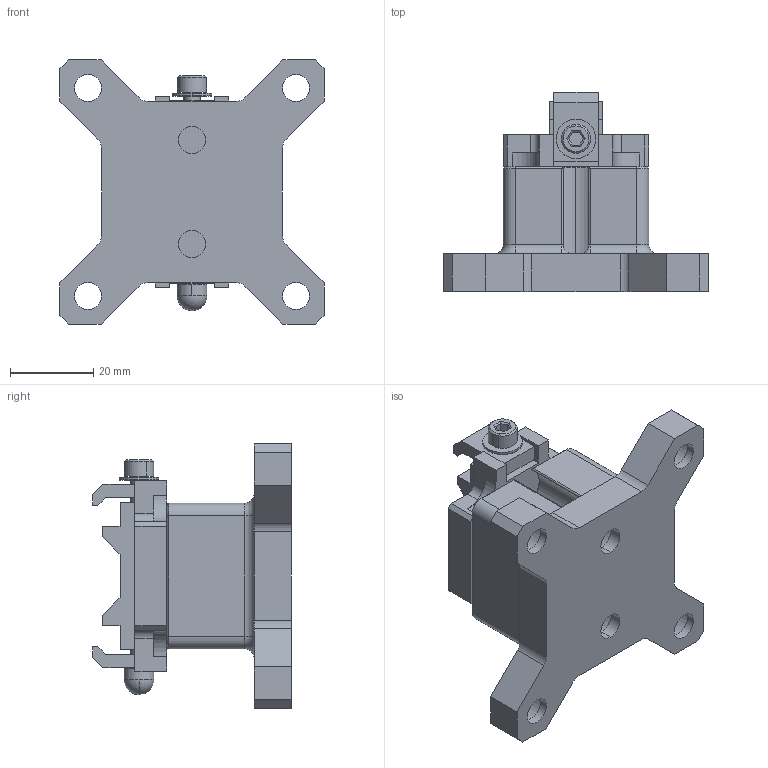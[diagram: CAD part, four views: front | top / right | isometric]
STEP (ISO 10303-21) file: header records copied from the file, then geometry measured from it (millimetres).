
FILE_DESCRIPTION((''),'2;1');
FILE_NAME('30MM0001_ASM','2023-03-18T15:53:52',('R&D'),(''),'CREO PARAMETRIC BY PTC INC, 2022162','CREO PARAMETRIC BY PTC INC, 2022162','');
FILE_SCHEMA(('CONFIG_CONTROL_DESIGN'));
Products named in the file (9): CFP-CSK; CSK-A30_A1; CSK-A30_A2; CSK-A30_A3; M4X50_HM; SPACER_5X9_5X0_7; M4_CAP; CSK-A30_ASM; 30MM0001_ASM
Assembly tree (8 placements, depth 3):
  30MM0001_ASM
    CFP-CSK
    CSK-A30_ASM
      CSK-A30_A1
      CSK-A30_A2
      CSK-A30_A3
      M4X50_HM
      SPACER_5X9_5X0_7
      M4_CAP
Bounding box: 63.5 x 47.81 x 63.5 mm (x, y, z)
Volume: 50515 mm3; surface area: 22115.8 mm2
Topology: 7 solids, 7 shells, 686 faces, 1863 edges, 1185 vertices
Faces by surface type: cylinder 345, plane 141, bspline 116, cone 70, torus 12, sphere 2
Entity records: 40456 total; most frequent: CARTESIAN_POINT 24539, ORIENTED_EDGE 3674, DIRECTION 2633, EDGE_CURVE 1837, VERTEX_POINT 1185, AXIS2_PLACEMENT_3D 891, VECTOR 851, LINE 851
